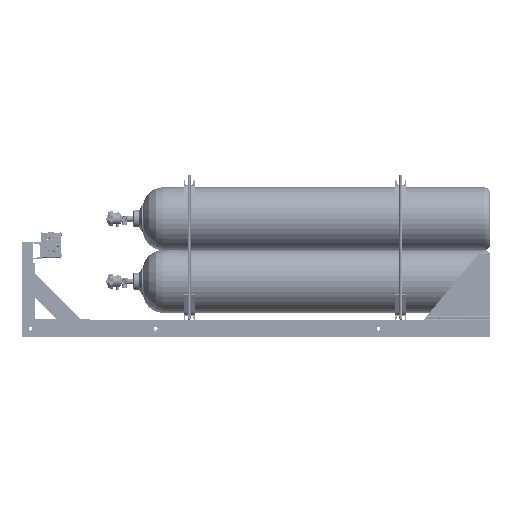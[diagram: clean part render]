
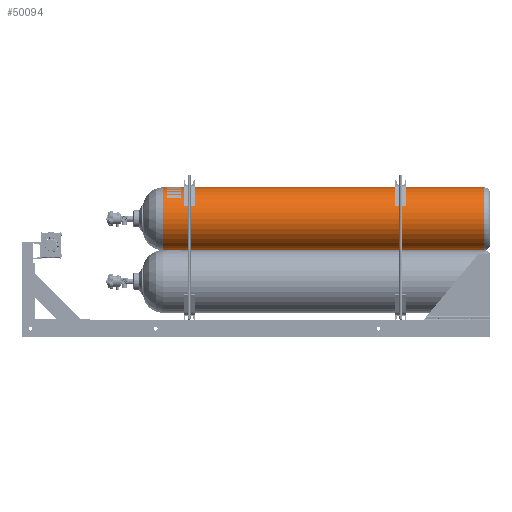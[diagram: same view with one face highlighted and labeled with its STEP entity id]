
A CAD part, left-side view. The second image highlights one B-rep face of the part: STEP entity #50094.
In plain terms, the highlighted cylindrical face has radius 142.85 mm (diameter 285.7 mm), a partial arc.
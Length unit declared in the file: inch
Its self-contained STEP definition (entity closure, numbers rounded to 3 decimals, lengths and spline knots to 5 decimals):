
#1949 = VERTEX_POINT ( 'NONE', #44633 ) ;
#2718 = VECTOR ( 'NONE', #22262, 39.37008 ) ;
#2722 = LINE ( 'NONE', #7886, #34437 ) ;
#3759 = CARTESIAN_POINT ( 'NONE',  ( 0., 0., -5.62402 ) ) ;
#4080 = CARTESIAN_POINT ( 'NONE',  ( 0., -63., 5.62402 ) ) ;
#6226 = EDGE_CURVE ( 'NONE', #15916, #1949, #46749, .T. ) ;
#7886 = CARTESIAN_POINT ( 'NONE',  ( 0., 0., 5.62402 ) ) ;
#11353 = CIRCLE ( 'NONE', #45147, 5.62402 ) ;
#12522 = CARTESIAN_POINT ( 'NONE',  ( 0., 0., 0. ) ) ;
#13414 = FACE_OUTER_BOUND ( 'NONE', #25022, .T. ) ;
#14820 = DIRECTION ( 'NONE',  ( 0., 0., -1. ) ) ;
#15916 = VERTEX_POINT ( 'NONE', #4080 ) ;
#16609 = CARTESIAN_POINT ( 'NONE',  ( 0., -5.29832, 0. ) ) ;
#17997 = EDGE_CURVE ( 'NONE', #39012, #1949, #27966, .T. ) ;
#20704 = AXIS2_PLACEMENT_3D ( 'NONE', #50488, #36586, #14820 ) ;
#22262 = DIRECTION ( 'NONE',  ( 0., -1., 0. ) ) ;
#25022 = EDGE_LOOP ( 'NONE', ( #29663, #57679, #36689, #41303 ) ) ;
#25586 = EDGE_CURVE ( 'NONE', #55285, #15916, #2722, .T. ) ;
#27318 = DIRECTION ( 'NONE',  ( 0., -1., 0. ) ) ;
#27966 = LINE ( 'NONE', #3759, #2718 ) ;
#28897 = CARTESIAN_POINT ( 'NONE',  ( 0., -5.29832, 5.62402 ) ) ;
#29663 = ORIENTED_EDGE ( 'NONE', *, *, #25586, .F. ) ;
#31548 = CYLINDRICAL_SURFACE ( 'NONE', #45124, 5.62402 ) ;
#34437 = VECTOR ( 'NONE', #35709, 39.37008 ) ;
#35517 = CARTESIAN_POINT ( 'NONE',  ( 0., -5.29832, -5.62402 ) ) ;
#35709 = DIRECTION ( 'NONE',  ( 0., -1., 0. ) ) ;
#36586 = DIRECTION ( 'NONE',  ( 0., -1., 0. ) ) ;
#36689 = ORIENTED_EDGE ( 'NONE', *, *, #17997, .T. ) ;
#38583 = EDGE_CURVE ( 'NONE', #55285, #39012, #11353, .T. ) ;
#39012 = VERTEX_POINT ( 'NONE', #35517 ) ;
#40918 = DIRECTION ( 'NONE',  ( 0., 0., -1. ) ) ;
#41080 = DIRECTION ( 'NONE',  ( 0., 0., -1. ) ) ;
#41303 = ORIENTED_EDGE ( 'NONE', *, *, #6226, .F. ) ;
#44633 = CARTESIAN_POINT ( 'NONE',  ( 0., -63., -5.62402 ) ) ;
#45124 = AXIS2_PLACEMENT_3D ( 'NONE', #12522, #27318, #40918 ) ;
#45147 = AXIS2_PLACEMENT_3D ( 'NONE', #16609, #54382, #41080 ) ;
#46749 = CIRCLE ( 'NONE', #20704, 5.62402 ) ;
#50094 = ADVANCED_FACE ( 'NONE', ( #13414 ), #31548, .T. ) ;
#50488 = CARTESIAN_POINT ( 'NONE',  ( 0., -63., 0. ) ) ;
#54382 = DIRECTION ( 'NONE',  ( 0., -1., 0. ) ) ;
#55285 = VERTEX_POINT ( 'NONE', #28897 ) ;
#57679 = ORIENTED_EDGE ( 'NONE', *, *, #38583, .T. ) ;
